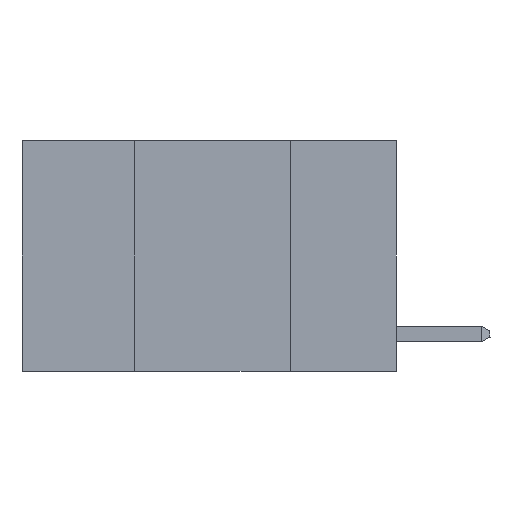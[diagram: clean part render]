
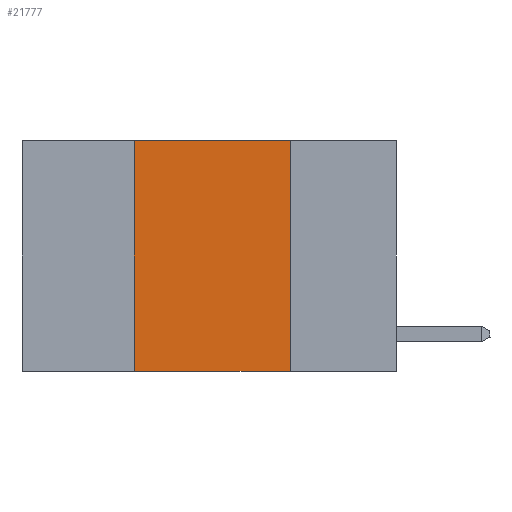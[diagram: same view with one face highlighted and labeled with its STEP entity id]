
A CAD part, left-side view. The second image highlights one B-rep face of the part: STEP entity #21777.
In plain terms, the highlighted planar face has unit normal (-1, 0, 0).
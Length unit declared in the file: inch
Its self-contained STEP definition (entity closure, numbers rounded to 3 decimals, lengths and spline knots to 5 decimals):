
#59 = PLANE ( 'NONE',  #17887 ) ;
#1164 = VECTOR ( 'NONE', #10173, 39.37008 ) ;
#2105 = DIRECTION ( 'NONE',  ( 0., 0., 1. ) ) ;
#2296 = EDGE_CURVE ( 'NONE', #17103, #18965, #11590, .T. ) ;
#2602 = VECTOR ( 'NONE', #13631, 39.37008 ) ;
#3392 = FACE_OUTER_BOUND ( 'NONE', #15735, .T. ) ;
#3450 = CARTESIAN_POINT ( 'NONE',  ( 0., 0.6, 0. ) ) ;
#3648 = CARTESIAN_POINT ( 'NONE',  ( 0., 0.42, 0. ) ) ;
#4060 = LINE ( 'NONE', #20271, #1164 ) ;
#4376 = EDGE_CURVE ( 'NONE', #11694, #17103, #15055, .T. ) ;
#5337 = CARTESIAN_POINT ( 'NONE',  ( 0., 0.42, -0.37 ) ) ;
#6739 = ORIENTED_EDGE ( 'NONE', *, *, #4376, .F. ) ;
#7705 = VECTOR ( 'NONE', #18510, 39.37008 ) ;
#8507 = CARTESIAN_POINT ( 'NONE',  ( 0., 0.17, 0. ) ) ;
#8524 = DIRECTION ( 'NONE',  ( 0., 0., -1. ) ) ;
#8756 = VERTEX_POINT ( 'NONE', #17582 ) ;
#10173 = DIRECTION ( 'NONE',  ( 0., 0., -1. ) ) ;
#10542 = VECTOR ( 'NONE', #2105, 39.37008 ) ;
#11590 = LINE ( 'NONE', #16953, #2602 ) ;
#11694 = VERTEX_POINT ( 'NONE', #5337 ) ;
#12136 = CARTESIAN_POINT ( 'NONE',  ( 0., 0.42, 0. ) ) ;
#13508 = CARTESIAN_POINT ( 'NONE',  ( 0., 0.6, -0.37 ) ) ;
#13621 = ORIENTED_EDGE ( 'NONE', *, *, #21087, .F. ) ;
#13631 = DIRECTION ( 'NONE',  ( 0., -1., 0. ) ) ;
#15055 = LINE ( 'NONE', #12136, #10542 ) ;
#15694 = EDGE_CURVE ( 'NONE', #11694, #8756, #20650, .T. ) ;
#15735 = EDGE_LOOP ( 'NONE', ( #13621, #15960, #6739, #17807 ) ) ;
#15960 = ORIENTED_EDGE ( 'NONE', *, *, #2296, .F. ) ;
#16953 = CARTESIAN_POINT ( 'NONE',  ( 0., 0.6, 0. ) ) ;
#17103 = VERTEX_POINT ( 'NONE', #3648 ) ;
#17582 = CARTESIAN_POINT ( 'NONE',  ( 0., 0.17, -0.37 ) ) ;
#17807 = ORIENTED_EDGE ( 'NONE', *, *, #15694, .T. ) ;
#17887 = AXIS2_PLACEMENT_3D ( 'NONE', #3450, #18622, #8524 ) ;
#18510 = DIRECTION ( 'NONE',  ( 0., -1., 0. ) ) ;
#18622 = DIRECTION ( 'NONE',  ( 1., 0., 0. ) ) ;
#18965 = VERTEX_POINT ( 'NONE', #8507 ) ;
#20271 = CARTESIAN_POINT ( 'NONE',  ( 0., 0.17, 0. ) ) ;
#20650 = LINE ( 'NONE', #13508, #7705 ) ;
#21087 = EDGE_CURVE ( 'NONE', #18965, #8756, #4060, .T. ) ;
#21777 = ADVANCED_FACE ( 'NONE', ( #3392 ), #59, .F. ) ;
